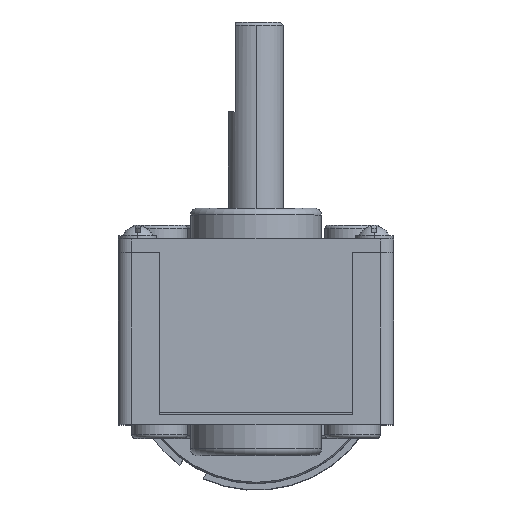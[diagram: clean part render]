
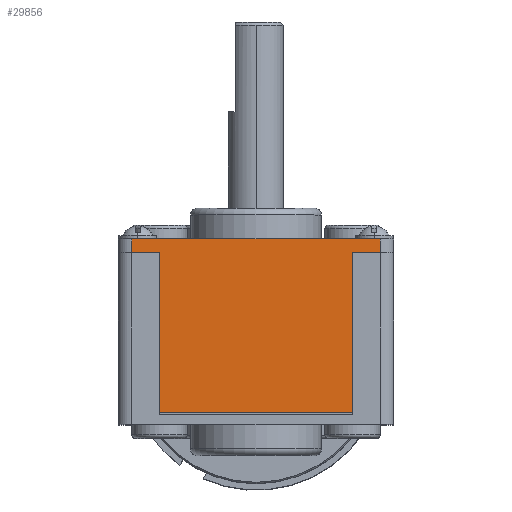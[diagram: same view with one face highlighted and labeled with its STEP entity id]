
A CAD part, top view. The second image highlights one B-rep face of the part: STEP entity #29856.
In plain terms, the highlighted planar face has unit normal (0, 0, 1).
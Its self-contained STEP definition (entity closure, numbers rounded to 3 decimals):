
#26773=DIRECTION('',(1.,0.,0.));
#26774=VECTOR('',#26773,36.);
#26775=CARTESIAN_POINT('',(-18.,0.,29.));
#26776=LINE('',#26775,#26774);
#27319=DIRECTION('',(1.,0.,0.));
#27320=VECTOR('',#27319,3.95);
#27321=CARTESIAN_POINT('',(14.05,2.,29.));
#27322=LINE('',#27321,#27320);
#27351=DIRECTION('',(1.,0.,0.));
#27352=VECTOR('',#27351,3.95);
#27353=CARTESIAN_POINT('',(-18.,2.,29.));
#27354=LINE('',#27353,#27352);
#27683=DIRECTION('',(0.,-1.,0.));
#27684=VECTOR('',#27683,2.);
#27685=CARTESIAN_POINT('',(-18.,2.,29.));
#27686=LINE('',#27685,#27684);
#27687=DIRECTION('',(0.,1.,0.));
#27688=VECTOR('',#27687,23.2);
#27689=CARTESIAN_POINT('',(-14.05,2.,29.));
#27690=LINE('',#27689,#27688);
#27691=DIRECTION('',(0.,-1.,0.));
#27692=VECTOR('',#27691,2.);
#27693=CARTESIAN_POINT('',(18.,2.,29.));
#27694=LINE('',#27693,#27692);
#27755=DIRECTION('',(0.,1.,0.));
#27756=VECTOR('',#27755,23.2);
#27757=CARTESIAN_POINT('',(14.05,2.,29.));
#27758=LINE('',#27757,#27756);
#27763=DIRECTION('',(1.,0.,0.));
#27764=VECTOR('',#27763,28.1);
#27765=CARTESIAN_POINT('',(-14.05,25.2,29.));
#27766=LINE('',#27765,#27764);
#28111=CARTESIAN_POINT('',(-14.05,25.2,29.));
#28113=VERTEX_POINT('',#28111);
#28114=CARTESIAN_POINT('',(14.05,25.2,29.));
#28115=VERTEX_POINT('',#28114);
#28124=CARTESIAN_POINT('',(-14.05,2.,29.));
#28125=VERTEX_POINT('',#28124);
#28126=CARTESIAN_POINT('',(14.05,2.,29.));
#28128=VERTEX_POINT('',#28126);
#28234=CARTESIAN_POINT('',(-18.,0.,29.));
#28236=VERTEX_POINT('',#28234);
#28240=CARTESIAN_POINT('',(-18.,2.,29.));
#28241=VERTEX_POINT('',#28240);
#28243=CARTESIAN_POINT('',(18.,0.,29.));
#28245=VERTEX_POINT('',#28243);
#28246=CARTESIAN_POINT('',(18.,2.,29.));
#28247=VERTEX_POINT('',#28246);
#29837=CARTESIAN_POINT('',(-20.,0.,29.));
#29838=DIRECTION('',(0.,0.,1.));
#29839=DIRECTION('',(1.,0.,0.));
#29840=AXIS2_PLACEMENT_3D('',#29837,#29838,#29839);
#29841=PLANE('',#29840);
#29843=ORIENTED_EDGE('',*,*,#29842,.F.);
#29844=ORIENTED_EDGE('',*,*,#29321,.T.);
#29846=ORIENTED_EDGE('',*,*,#29845,.T.);
#29848=ORIENTED_EDGE('',*,*,#29847,.T.);
#29850=ORIENTED_EDGE('',*,*,#29849,.F.);
#29851=ORIENTED_EDGE('',*,*,#29305,.T.);
#29852=ORIENTED_EDGE('',*,*,#29830,.T.);
#29853=ORIENTED_EDGE('',*,*,#28505,.F.);
#29854=EDGE_LOOP('',(#29843,#29844,#29846,#29848,#29850,#29851,#29852,#29853));
#29855=FACE_OUTER_BOUND('',#29854,.F.);
#28505=EDGE_CURVE('',#28236,#28245,#26776,.T.);
#29305=EDGE_CURVE('',#28128,#28247,#27322,.T.);
#29321=EDGE_CURVE('',#28241,#28125,#27354,.T.);
#29830=EDGE_CURVE('',#28247,#28245,#27694,.T.);
#29842=EDGE_CURVE('',#28241,#28236,#27686,.T.);
#29845=EDGE_CURVE('',#28125,#28113,#27690,.T.);
#29847=EDGE_CURVE('',#28113,#28115,#27766,.T.);
#29849=EDGE_CURVE('',#28128,#28115,#27758,.T.);
#29856=ADVANCED_FACE('',(#29855),#29841,.T.);
